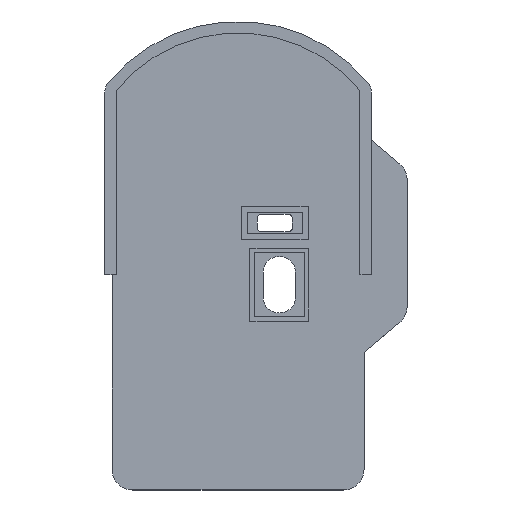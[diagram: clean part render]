
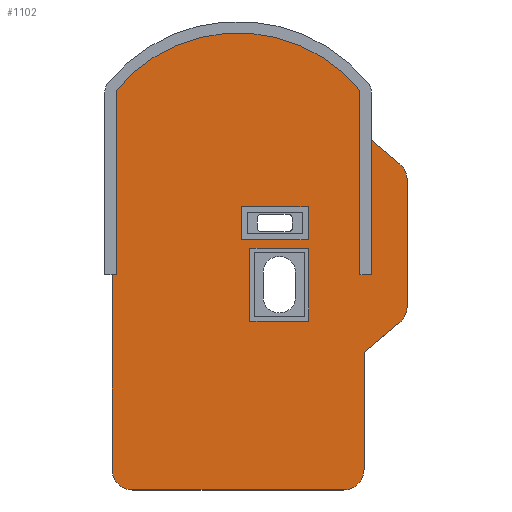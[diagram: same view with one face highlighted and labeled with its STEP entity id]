
A CAD part, top view. The second image highlights one B-rep face of the part: STEP entity #1102.
In plain terms, the highlighted planar face has unit normal (0, 0, 1).
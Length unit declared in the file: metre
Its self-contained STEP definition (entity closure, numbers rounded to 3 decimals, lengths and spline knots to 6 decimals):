
#45=CIRCLE('',#1182,0.005);
#47=CIRCLE('',#1186,0.005);
#49=CIRCLE('',#1191,0.005);
#51=CIRCLE('',#1196,0.005);
#52=CIRCLE('',#1199,0.037776);
#188=ORIENTED_EDGE('',*,*,#465,.F.);
#189=ORIENTED_EDGE('',*,*,#466,.F.);
#190=ORIENTED_EDGE('',*,*,#467,.T.);
#191=ORIENTED_EDGE('',*,*,#468,.T.);
#192=ORIENTED_EDGE('',*,*,#469,.F.);
#193=ORIENTED_EDGE('',*,*,#470,.F.);
#194=ORIENTED_EDGE('',*,*,#471,.T.);
#195=ORIENTED_EDGE('',*,*,#472,.T.);
#196=ORIENTED_EDGE('',*,*,#473,.F.);
#197=ORIENTED_EDGE('',*,*,#436,.T.);
#198=ORIENTED_EDGE('',*,*,#442,.T.);
#199=ORIENTED_EDGE('',*,*,#445,.T.);
#200=ORIENTED_EDGE('',*,*,#448,.T.);
#201=ORIENTED_EDGE('',*,*,#451,.F.);
#202=ORIENTED_EDGE('',*,*,#454,.F.);
#203=ORIENTED_EDGE('',*,*,#457,.T.);
#204=ORIENTED_EDGE('',*,*,#460,.F.);
#205=ORIENTED_EDGE('',*,*,#463,.T.);
#206=ORIENTED_EDGE('',*,*,#433,.F.);
#207=ORIENTED_EDGE('',*,*,#474,.F.);
#208=ORIENTED_EDGE('',*,*,#475,.F.);
#209=ORIENTED_EDGE('',*,*,#476,.F.);
#210=ORIENTED_EDGE('',*,*,#477,.F.);
#211=ORIENTED_EDGE('',*,*,#478,.F.);
#433=EDGE_CURVE('',#577,#579,#682,.T.);
#436=EDGE_CURVE('',#581,#582,#685,.T.);
#442=EDGE_CURVE('',#582,#586,#45,.T.);
#445=EDGE_CURVE('',#586,#588,#692,.T.);
#448=EDGE_CURVE('',#588,#590,#47,.T.);
#451=EDGE_CURVE('',#592,#590,#696,.T.);
#454=EDGE_CURVE('',#594,#592,#699,.T.);
#457=EDGE_CURVE('',#594,#596,#49,.T.);
#460=EDGE_CURVE('',#598,#596,#703,.T.);
#463=EDGE_CURVE('',#598,#579,#51,.T.);
#465=EDGE_CURVE('',#599,#600,#706,.T.);
#466=EDGE_CURVE('',#601,#599,#707,.T.);
#467=EDGE_CURVE('',#601,#602,#708,.T.);
#468=EDGE_CURVE('',#602,#600,#709,.T.);
#469=EDGE_CURVE('',#603,#604,#710,.T.);
#470=EDGE_CURVE('',#605,#603,#711,.T.);
#471=EDGE_CURVE('',#605,#606,#712,.T.);
#472=EDGE_CURVE('',#606,#604,#713,.T.);
#473=EDGE_CURVE('',#581,#607,#714,.T.);
#474=EDGE_CURVE('',#608,#577,#715,.T.);
#475=EDGE_CURVE('',#609,#608,#716,.T.);
#476=EDGE_CURVE('',#610,#609,#717,.T.);
#477=EDGE_CURVE('',#611,#610,#52,.F.);
#478=EDGE_CURVE('',#607,#611,#718,.T.);
#577=VERTEX_POINT('',#1661);
#579=VERTEX_POINT('',#1664);
#581=VERTEX_POINT('',#1670);
#582=VERTEX_POINT('',#1671);
#586=VERTEX_POINT('',#1681);
#588=VERTEX_POINT('',#1687);
#590=VERTEX_POINT('',#1693);
#592=VERTEX_POINT('',#1699);
#594=VERTEX_POINT('',#1705);
#596=VERTEX_POINT('',#1711);
#598=VERTEX_POINT('',#1717);
#599=VERTEX_POINT('',#1728);
#600=VERTEX_POINT('',#1729);
#601=VERTEX_POINT('',#1731);
#602=VERTEX_POINT('',#1733);
#603=VERTEX_POINT('',#1736);
#604=VERTEX_POINT('',#1737);
#605=VERTEX_POINT('',#1739);
#606=VERTEX_POINT('',#1741);
#607=VERTEX_POINT('',#1744);
#608=VERTEX_POINT('',#1746);
#609=VERTEX_POINT('',#1748);
#610=VERTEX_POINT('',#1750);
#611=VERTEX_POINT('',#1752);
#682=LINE('',#1663,#809);
#685=LINE('',#1669,#812);
#692=LINE('',#1688,#819);
#696=LINE('',#1700,#823);
#699=LINE('',#1706,#826);
#703=LINE('',#1718,#830);
#706=LINE('',#1727,#833);
#707=LINE('',#1730,#834);
#708=LINE('',#1732,#835);
#709=LINE('',#1734,#836);
#710=LINE('',#1735,#837);
#711=LINE('',#1738,#838);
#712=LINE('',#1740,#839);
#713=LINE('',#1742,#840);
#714=LINE('',#1743,#841);
#715=LINE('',#1745,#842);
#716=LINE('',#1747,#843);
#717=LINE('',#1749,#844);
#718=LINE('',#1753,#845);
#809=VECTOR('',#1344,1.);
#812=VECTOR('',#1349,1.);
#819=VECTOR('',#1364,1.);
#823=VECTOR('',#1376,1.);
#826=VECTOR('',#1381,1.);
#830=VECTOR('',#1393,1.);
#833=VECTOR('',#1408,1.);
#834=VECTOR('',#1409,1.);
#835=VECTOR('',#1410,1.);
#836=VECTOR('',#1411,1.);
#837=VECTOR('',#1412,1.);
#838=VECTOR('',#1413,1.);
#839=VECTOR('',#1414,1.);
#840=VECTOR('',#1415,1.);
#841=VECTOR('',#1416,1.);
#842=VECTOR('',#1417,1.);
#843=VECTOR('',#1418,1.);
#844=VECTOR('',#1419,1.);
#845=VECTOR('',#1422,1.);
#927=EDGE_LOOP('',(#188,#189,#190,#191));
#928=EDGE_LOOP('',(#192,#193,#194,#195));
#929=EDGE_LOOP('',(#196,#197,#198,#199,#200,#201,#202,#203,#204,#205,#206,
#207,#208,#209,#210,#211));
#994=FACE_BOUND('',#927,.T.);
#995=FACE_BOUND('',#928,.T.);
#996=FACE_BOUND('',#929,.T.);
#1047=PLANE('',#1198);
#1102=ADVANCED_FACE('',(#994,#995,#996),#1047,.T.);
#1182=AXIS2_PLACEMENT_3D('',#1682,#1358,#1359);
#1186=AXIS2_PLACEMENT_3D('',#1694,#1370,#1371);
#1191=AXIS2_PLACEMENT_3D('',#1712,#1387,#1388);
#1196=AXIS2_PLACEMENT_3D('',#1723,#1401,#1402);
#1198=AXIS2_PLACEMENT_3D('',#1726,#1406,#1407);
#1199=AXIS2_PLACEMENT_3D('',#1751,#1420,#1421);
#1344=DIRECTION('',(0.766,-0.643,0.));
#1349=DIRECTION('',(0.,-1.,0.));
#1358=DIRECTION('',(0.,0.,1.));
#1359=DIRECTION('',(1.,0.,0.));
#1364=DIRECTION('',(1.,0.,0.));
#1370=DIRECTION('',(0.,0.,1.));
#1371=DIRECTION('',(1.,0.,0.));
#1376=DIRECTION('',(0.,-1.,0.));
#1381=DIRECTION('',(-0.766,-0.643,0.));
#1387=DIRECTION('',(0.,0.,1.));
#1388=DIRECTION('',(1.,0.,0.));
#1393=DIRECTION('',(0.,-1.,0.));
#1401=DIRECTION('',(0.,0.,1.));
#1402=DIRECTION('',(1.,0.,0.));
#1406=DIRECTION('',(0.,0.,1.));
#1407=DIRECTION('',(1.,0.,0.));
#1408=DIRECTION('',(-1.,0.,0.));
#1409=DIRECTION('',(0.,1.,0.));
#1410=DIRECTION('',(-1.,0.,0.));
#1411=DIRECTION('',(0.,1.,0.));
#1412=DIRECTION('',(0.,1.,0.));
#1413=DIRECTION('',(1.,0.,0.));
#1414=DIRECTION('',(0.,1.,0.));
#1415=DIRECTION('',(1.,0.,0.));
#1416=DIRECTION('',(1.,0.,0.));
#1417=DIRECTION('',(0.,1.,0.));
#1418=DIRECTION('',(1.,0.,0.));
#1419=DIRECTION('',(0.,-1.,0.));
#1420=DIRECTION('',(0.,0.,1.));
#1421=DIRECTION('',(1.,0.,0.));
#1422=DIRECTION('',(0.,1.,0.));
#1661=CARTESIAN_POINT('',(0.031963,0.04124,0.0011));
#1663=CARTESIAN_POINT('',(0.034505,0.039106,0.0011));
#1664=CARTESIAN_POINT('',(0.03878,0.03552,0.0011));
#1669=CARTESIAN_POINT('',(-0.030231,0.0025,0.0011));
#1670=CARTESIAN_POINT('',(-0.030231,0.008924,0.0011));
#1671=CARTESIAN_POINT('',(-0.030231,-0.037693,0.0011));
#1681=CARTESIAN_POINT('',(-0.025231,-0.042693,0.0011));
#1682=CARTESIAN_POINT('',(-0.025231,-0.037693,0.0011));
#1687=CARTESIAN_POINT('',(0.025231,-0.042693,0.0011));
#1688=CARTESIAN_POINT('',(0.,-0.042693,0.0011));
#1693=CARTESIAN_POINT('',(0.030231,-0.037693,0.0011));
#1694=CARTESIAN_POINT('',(0.025231,-0.037693,0.0011));
#1699=CARTESIAN_POINT('',(0.030231,-0.009651,0.0011));
#1700=CARTESIAN_POINT('',(0.030231,-0.023672,0.0011));
#1705=CARTESIAN_POINT('',(0.03878,-0.002478,0.0011));
#1706=CARTESIAN_POINT('',(0.034505,-0.006064,0.0011));
#1711=CARTESIAN_POINT('',(0.040566,0.001353,0.0011));
#1712=CARTESIAN_POINT('',(0.035566,0.001353,0.0011));
#1717=CARTESIAN_POINT('',(0.040566,0.031689,0.0011));
#1718=CARTESIAN_POINT('',(0.040566,0.016521,0.0011));
#1723=CARTESIAN_POINT('',(0.035566,0.031689,0.0011));
#1726=CARTESIAN_POINT('',(0.005167,0.01263,0.0011));
#1727=CARTESIAN_POINT('',(0.005167,0.025296,0.0011));
#1728=CARTESIAN_POINT('',(0.016795,0.025296,0.0011));
#1729=CARTESIAN_POINT('',(0.000795,0.025296,0.0011));
#1730=CARTESIAN_POINT('',(0.016795,0.01263,0.0011));
#1731=CARTESIAN_POINT('',(0.016795,0.017362,0.0011));
#1732=CARTESIAN_POINT('',(0.005167,0.017362,0.0011));
#1733=CARTESIAN_POINT('',(0.000795,0.017362,0.0011));
#1734=CARTESIAN_POINT('',(0.000795,0.01263,0.0011));
#1735=CARTESIAN_POINT('',(0.016941,0.01263,0.0011));
#1736=CARTESIAN_POINT('',(0.016941,-0.002197,0.0011));
#1737=CARTESIAN_POINT('',(0.016941,0.01528,0.0011));
#1738=CARTESIAN_POINT('',(0.005167,-0.002197,0.0011));
#1739=CARTESIAN_POINT('',(0.002841,-0.002197,0.0011));
#1740=CARTESIAN_POINT('',(0.002841,0.01263,0.0011));
#1741=CARTESIAN_POINT('',(0.002841,0.01528,0.0011));
#1742=CARTESIAN_POINT('',(0.005167,0.01528,0.0011));
#1743=CARTESIAN_POINT('',(0.005167,0.008924,0.0011));
#1744=CARTESIAN_POINT('',(-0.029231,0.008924,0.0011));
#1745=CARTESIAN_POINT('',(0.031963,0.01263,0.0011));
#1746=CARTESIAN_POINT('',(0.031963,0.008924,0.0011));
#1747=CARTESIAN_POINT('',(0.005167,0.008924,0.0011));
#1748=CARTESIAN_POINT('',(0.029231,0.008924,0.0011));
#1749=CARTESIAN_POINT('',(0.029231,0.01263,0.0011));
#1750=CARTESIAN_POINT('',(0.029231,0.053105,0.0011));
#1751=CARTESIAN_POINT('',(0.,0.029176,0.0011));
#1752=CARTESIAN_POINT('',(-0.029231,0.053105,0.0011));
#1753=CARTESIAN_POINT('',(-0.029231,0.01263,0.0011));
